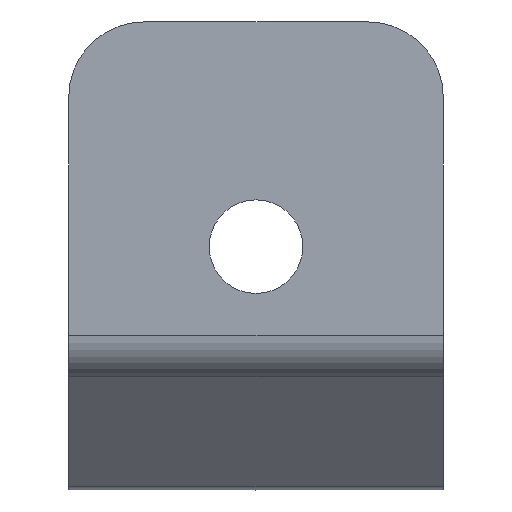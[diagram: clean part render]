
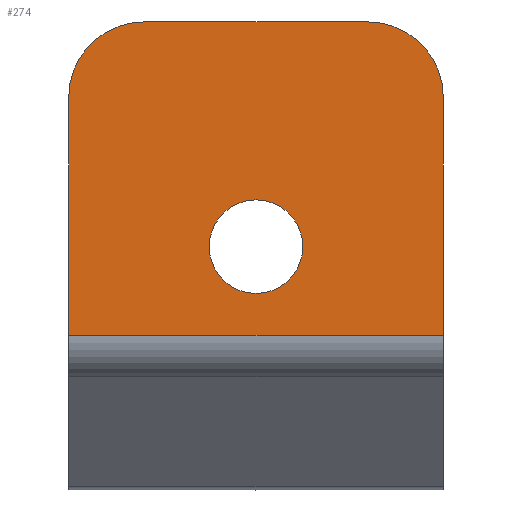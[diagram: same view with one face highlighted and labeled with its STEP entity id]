
A CAD part, front view. The second image highlights one B-rep face of the part: STEP entity #274.
In plain terms, the highlighted planar face has unit normal (0, -1, 0).
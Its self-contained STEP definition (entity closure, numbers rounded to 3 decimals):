
#3 = VECTOR ( 'NONE', #86, 1000. ) ;
#9 = EDGE_CURVE ( 'NONE', #420, #602, #198, .T. ) ;
#29 = VERTEX_POINT ( 'NONE', #662 ) ;
#32 = DIRECTION ( 'NONE',  ( 0., 1., 0. ) ) ;
#38 = ORIENTED_EDGE ( 'NONE', *, *, #111, .T. ) ;
#50 = CARTESIAN_POINT ( 'NONE',  ( 5., -1., 0.132 ) ) ;
#60 = ORIENTED_EDGE ( 'NONE', *, *, #844, .T. ) ;
#85 = ORIENTED_EDGE ( 'NONE', *, *, #538, .F. ) ;
#86 = DIRECTION ( 'NONE',  ( 0., 0., -1. ) ) ;
#87 = DIRECTION ( 'NONE',  ( 0., -1., 0. ) ) ;
#111 = EDGE_CURVE ( 'NONE', #602, #264, #810, .T. ) ;
#122 = CARTESIAN_POINT ( 'NONE',  ( 0., -1., 3.75 ) ) ;
#129 = CARTESIAN_POINT ( 'NONE',  ( -3., -1., 6.5 ) ) ;
#139 = VERTEX_POINT ( 'NONE', #607 ) ;
#141 = CIRCLE ( 'NONE', #822, 1.25 ) ;
#146 = CARTESIAN_POINT ( 'NONE',  ( 0., -1., 1.25 ) ) ;
#149 = EDGE_CURVE ( 'NONE', #775, #666, #470, .T. ) ;
#178 = AXIS2_PLACEMENT_3D ( 'NONE', #752, #87, #346 ) ;
#198 = LINE ( 'NONE', #532, #673 ) ;
#216 = CARTESIAN_POINT ( 'NONE',  ( 0., -1., 2.5 ) ) ;
#221 = EDGE_CURVE ( 'NONE', #666, #775, #141, .T. ) ;
#225 = CARTESIAN_POINT ( 'NONE',  ( -3., -1., 8.5 ) ) ;
#227 = EDGE_LOOP ( 'NONE', ( #624, #434 ) ) ;
#242 = DIRECTION ( 'NONE',  ( -1., 0., 0. ) ) ;
#249 = CARTESIAN_POINT ( 'NONE',  ( 5., -1., 8.5 ) ) ;
#264 = VERTEX_POINT ( 'NONE', #508 ) ;
#274 = ADVANCED_FACE ( 'NONE', ( #572, #637 ), #693, .F. ) ;
#276 = ORIENTED_EDGE ( 'NONE', *, *, #612, .F. ) ;
#280 = CARTESIAN_POINT ( 'NONE',  ( 5., -1., 8.5 ) ) ;
#315 = VECTOR ( 'NONE', #369, 1000. ) ;
#318 = EDGE_LOOP ( 'NONE', ( #431, #38, #60, #276, #85, #394 ) ) ;
#322 = DIRECTION ( 'NONE',  ( -1., 0., 0. ) ) ;
#328 = CARTESIAN_POINT ( 'NONE',  ( -5., -1., 8.5 ) ) ;
#346 = DIRECTION ( 'NONE',  ( 0., 0., 1. ) ) ;
#347 = CARTESIAN_POINT ( 'NONE',  ( 0., -1., 2.5 ) ) ;
#369 = DIRECTION ( 'NONE',  ( 0., 0., -1. ) ) ;
#389 = DIRECTION ( 'NONE',  ( 0., -1., 0. ) ) ;
#394 = ORIENTED_EDGE ( 'NONE', *, *, #593, .T. ) ;
#409 = LINE ( 'NONE', #328, #3 ) ;
#420 = VERTEX_POINT ( 'NONE', #452 ) ;
#421 = DIRECTION ( 'NONE',  ( 0., 1., 0. ) ) ;
#431 = ORIENTED_EDGE ( 'NONE', *, *, #9, .T. ) ;
#434 = ORIENTED_EDGE ( 'NONE', *, *, #149, .T. ) ;
#452 = CARTESIAN_POINT ( 'NONE',  ( 3., -1., 8.5 ) ) ;
#470 = CIRCLE ( 'NONE', #541, 1.25 ) ;
#484 = AXIS2_PLACEMENT_3D ( 'NONE', #129, #389, #647 ) ;
#508 = CARTESIAN_POINT ( 'NONE',  ( -5., -1., 6.5 ) ) ;
#515 = DIRECTION ( 'NONE',  ( 0., 1., 0. ) ) ;
#532 = CARTESIAN_POINT ( 'NONE',  ( 5., -1., 8.5 ) ) ;
#538 = EDGE_CURVE ( 'NONE', #139, #708, #689, .T. ) ;
#541 = AXIS2_PLACEMENT_3D ( 'NONE', #347, #421, #746 ) ;
#555 = LINE ( 'NONE', #816, #672 ) ;
#572 = FACE_BOUND ( 'NONE', #227, .T. ) ;
#593 = EDGE_CURVE ( 'NONE', #139, #420, #766, .T. ) ;
#602 = VERTEX_POINT ( 'NONE', #225 ) ;
#607 = CARTESIAN_POINT ( 'NONE',  ( 5., -1., 6.5 ) ) ;
#612 = EDGE_CURVE ( 'NONE', #708, #29, #555, .T. ) ;
#624 = ORIENTED_EDGE ( 'NONE', *, *, #221, .T. ) ;
#637 = FACE_OUTER_BOUND ( 'NONE', #318, .T. ) ;
#647 = DIRECTION ( 'NONE',  ( 0., 0., 1. ) ) ;
#662 = CARTESIAN_POINT ( 'NONE',  ( -5., -1., 0.132 ) ) ;
#666 = VERTEX_POINT ( 'NONE', #122 ) ;
#672 = VECTOR ( 'NONE', #242, 1000. ) ;
#673 = VECTOR ( 'NONE', #322, 1000. ) ;
#689 = LINE ( 'NONE', #280, #315 ) ;
#693 = PLANE ( 'NONE',  #729 ) ;
#704 = DIRECTION ( 'NONE',  ( 0., 0., 1. ) ) ;
#708 = VERTEX_POINT ( 'NONE', #50 ) ;
#729 = AXIS2_PLACEMENT_3D ( 'NONE', #249, #515, #704 ) ;
#743 = DIRECTION ( 'NONE',  ( 0., 0., 1. ) ) ;
#746 = DIRECTION ( 'NONE',  ( 0., 0., 1. ) ) ;
#752 = CARTESIAN_POINT ( 'NONE',  ( 3., -1., 6.5 ) ) ;
#766 = CIRCLE ( 'NONE', #178, 2. ) ;
#775 = VERTEX_POINT ( 'NONE', #146 ) ;
#810 = CIRCLE ( 'NONE', #484, 2. ) ;
#816 = CARTESIAN_POINT ( 'NONE',  ( 5., -1., 0.132 ) ) ;
#822 = AXIS2_PLACEMENT_3D ( 'NONE', #216, #32, #743 ) ;
#844 = EDGE_CURVE ( 'NONE', #264, #29, #409, .T. ) ;
